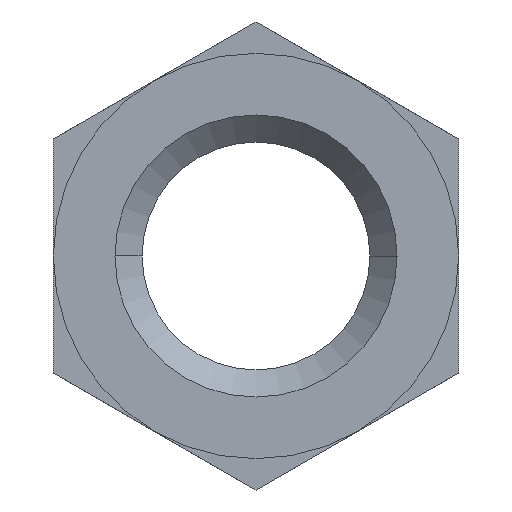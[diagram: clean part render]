
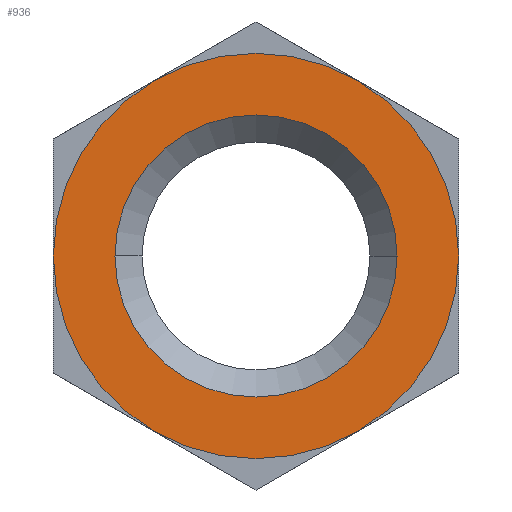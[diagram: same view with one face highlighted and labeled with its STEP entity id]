
A CAD part, front view. The second image highlights one B-rep face of the part: STEP entity #936.
In plain terms, the highlighted planar face has unit normal (0, -1, 0).
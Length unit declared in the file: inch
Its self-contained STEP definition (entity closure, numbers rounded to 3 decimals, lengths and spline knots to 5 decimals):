
#1=CARTESIAN_POINT('',(0.,0.,0.));
#2=DIRECTION('',(0.,1.,0.));
#3=DIRECTION('',(-1.,0.,0.));
#4=AXIS2_PLACEMENT_3D('',#1,#2,#3);
#6=CARTESIAN_POINT('',(0.,0.,0.));
#7=DIRECTION('',(0.,1.,0.));
#8=DIRECTION('',(1.,0.,0.));
#9=AXIS2_PLACEMENT_3D('',#6,#7,#8);
#11=CARTESIAN_POINT('',(0.,0.,0.));
#12=DIRECTION('',(0.,-1.,0.));
#13=DIRECTION('',(-1.,0.,0.));
#14=AXIS2_PLACEMENT_3D('',#11,#12,#13);
#16=CARTESIAN_POINT('',(0.,0.,0.));
#17=DIRECTION('',(0.,-1.,0.));
#18=DIRECTION('',(0.,0.,-1.));
#19=AXIS2_PLACEMENT_3D('',#16,#17,#18);
#21=CARTESIAN_POINT('',(0.,0.,0.));
#22=DIRECTION('',(0.,-1.,0.));
#23=DIRECTION('',(1.,0.,0.));
#24=AXIS2_PLACEMENT_3D('',#21,#22,#23);
#26=CARTESIAN_POINT('',(0.,0.,0.));
#27=DIRECTION('',(0.,-1.,0.));
#28=DIRECTION('',(0.,0.,1.));
#29=AXIS2_PLACEMENT_3D('',#26,#27,#28);
#771=CARTESIAN_POINT('',(-0.375,0.,0.));
#772=CARTESIAN_POINT('',(0.375,0.,0.));
#773=VERTEX_POINT('',#771);
#774=VERTEX_POINT('',#772);
#775=CARTESIAN_POINT('',(0.,0.,-0.26095));
#776=CARTESIAN_POINT('',(0.26095,0.,0.));
#777=VERTEX_POINT('',#775);
#778=VERTEX_POINT('',#776);
#779=CARTESIAN_POINT('',(-0.26095,0.,0.));
#780=VERTEX_POINT('',#779);
#781=CARTESIAN_POINT('',(0.,0.,0.26095));
#782=VERTEX_POINT('',#781);
#915=CARTESIAN_POINT('',(0.,0.,0.));
#916=DIRECTION('',(0.,1.,0.));
#917=DIRECTION('',(1.,0.,0.));
#918=AXIS2_PLACEMENT_3D('',#915,#916,#917);
#919=PLANE('',#918);
#921=ORIENTED_EDGE('',*,*,#920,.T.);
#923=ORIENTED_EDGE('',*,*,#922,.T.);
#924=EDGE_LOOP('',(#921,#923));
#925=FACE_OUTER_BOUND('',#924,.F.);
#927=ORIENTED_EDGE('',*,*,#926,.T.);
#929=ORIENTED_EDGE('',*,*,#928,.T.);
#931=ORIENTED_EDGE('',*,*,#930,.T.);
#933=ORIENTED_EDGE('',*,*,#932,.T.);
#934=EDGE_LOOP('',(#927,#929,#931,#933));
#935=FACE_BOUND('',#934,.F.);
#936=ADVANCED_FACE('',(#925,#935),#919,.F.);
#5=CIRCLE('',#4,0.375);
#10=CIRCLE('',#9,0.375);
#15=CIRCLE('',#14,0.26095);
#20=CIRCLE('',#19,0.26095);
#25=CIRCLE('',#24,0.26095);
#30=CIRCLE('',#29,0.26095);
#920=EDGE_CURVE('',#773,#774,#5,.T.);
#922=EDGE_CURVE('',#774,#773,#10,.T.);
#926=EDGE_CURVE('',#780,#777,#15,.T.);
#928=EDGE_CURVE('',#777,#778,#20,.T.);
#930=EDGE_CURVE('',#778,#782,#25,.T.);
#932=EDGE_CURVE('',#782,#780,#30,.T.);
